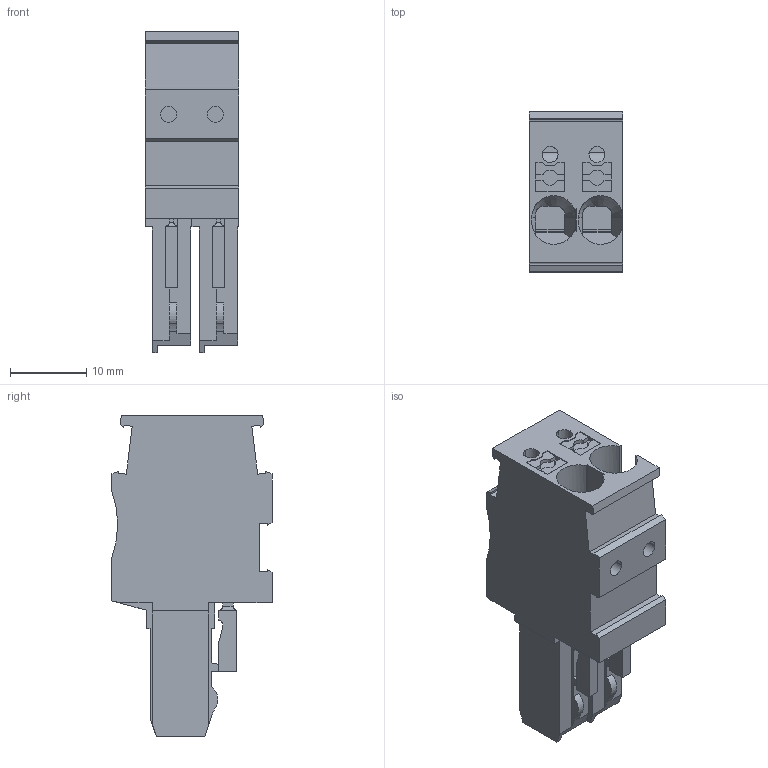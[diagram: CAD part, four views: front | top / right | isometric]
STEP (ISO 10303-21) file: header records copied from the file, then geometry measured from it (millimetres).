
FILE_DESCRIPTION(('Creo Elements/Direct Modeling STEP Export'),'2;1');
FILE_NAME('model.stp','2018-02-09T 2:46:15',(''),(''),'Creo Elements/Direct Modeling STEP processor for AP214 (Solid Model)','Creo Elements/Direct Modeling 18.1I 14-Aug-2016 (C) Parametric Technology GmbH','');
FILE_SCHEMA(('AUTOMOTIVE_DESIGN { 1 0 10303 214 1 1 1 1 }'));
Length unit declared in the file: millimetre
Products named in the file (2): PP_H_4_2-select
Assembly tree (1 placements, depth 2):
  PP_H_4_2-select
    PP_H_4_2-select
Bounding box: 12.3 x 21 x 42.17 mm (x, y, z)
Volume: 6080.8 mm3; surface area: 4402.9 mm2
Topology: 1 solids, 1 shells, 318 faces, 903 edges, 598 vertices
Faces by surface type: plane 253, cylinder 55, extrusion 4, torus 4, cone 2
Entity records: 14747 total; most frequent: CARTESIAN_POINT 3880, ORIENTED_EDGE 1806, DIRECTION 1596, EDGE_CURVE 903, VECTOR 734, LINE 730, VERTEX_POINT 598, AXIS2_PLACEMENT_3D 431
